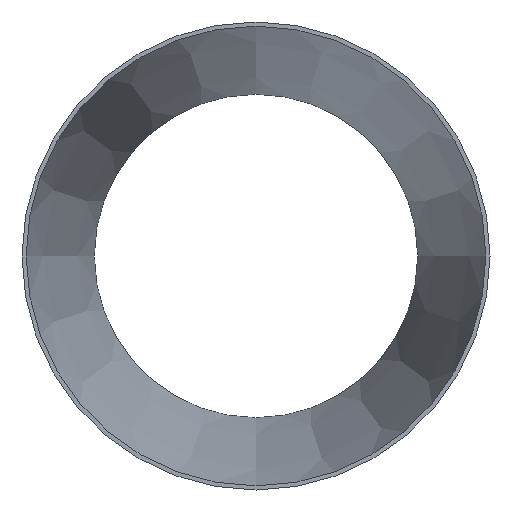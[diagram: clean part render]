
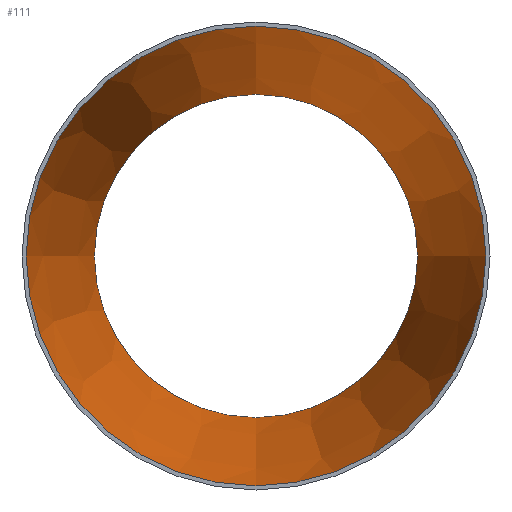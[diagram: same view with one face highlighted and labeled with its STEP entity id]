
A CAD part, front view. The second image highlights one B-rep face of the part: STEP entity #111.
In plain terms, the highlighted conical face has half-angle 9.923 degrees and reference radius 224.539 mm.
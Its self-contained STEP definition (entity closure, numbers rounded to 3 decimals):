
#111 = ADVANCED_FACE ( 'NONE', ( #10761, #22586 ), #38310, .F. ) ;
#156 = EDGE_CURVE ( 'NONE', #33985, #33985, #29000, .T. ) ;
#4826 = EDGE_CURVE ( 'NONE', #18568, #18568, #13183, .T. ) ;
#5995 = ORIENTED_EDGE ( 'NONE', *, *, #4826, .T. ) ;
#9549 = EDGE_LOOP ( 'NONE', ( #24077 ) ) ;
#10368 = DIRECTION ( 'NONE',  ( 0., -1., 0. ) ) ;
#10761 = FACE_BOUND ( 'NONE', #9549, .T. ) ;
#11365 = EDGE_LOOP ( 'NONE', ( #5995 ) ) ;
#12560 = DIRECTION ( 'NONE',  ( 0., 0., -1. ) ) ;
#13183 = CIRCLE ( 'NONE', #18125, 224.539 ) ;
#14684 = AXIS2_PLACEMENT_3D ( 'NONE', #19658, #19287, #16184 ) ;
#16184 = DIRECTION ( 'NONE',  ( 0., 0., -1. ) ) ;
#17989 = CARTESIAN_POINT ( 'NONE',  ( 0., 0., 0. ) ) ;
#18125 = AXIS2_PLACEMENT_3D ( 'NONE', #17989, #27353, #12560 ) ;
#18568 = VERTEX_POINT ( 'NONE', #30484 ) ;
#19241 = AXIS2_PLACEMENT_3D ( 'NONE', #28081, #10368, #22189 ) ;
#19287 = DIRECTION ( 'NONE',  ( 0., -1., 0. ) ) ;
#19658 = CARTESIAN_POINT ( 'NONE',  ( 0., 0., 0. ) ) ;
#22053 = CARTESIAN_POINT ( 'NONE',  ( 0., 381., -157.889 ) ) ;
#22189 = DIRECTION ( 'NONE',  ( 0., 0., -1. ) ) ;
#22586 = FACE_OUTER_BOUND ( 'NONE', #11365, .T. ) ;
#24077 = ORIENTED_EDGE ( 'NONE', *, *, #156, .F. ) ;
#27353 = DIRECTION ( 'NONE',  ( 0., -1., 0. ) ) ;
#28081 = CARTESIAN_POINT ( 'NONE',  ( 0., 381., 0. ) ) ;
#29000 = CIRCLE ( 'NONE', #19241, 157.889 ) ;
#30484 = CARTESIAN_POINT ( 'NONE',  ( 0., 0., -224.539 ) ) ;
#33985 = VERTEX_POINT ( 'NONE', #22053 ) ;
#38310 = CONICAL_SURFACE ( 'NONE', #14684, 224.539, 0.173 ) ;
